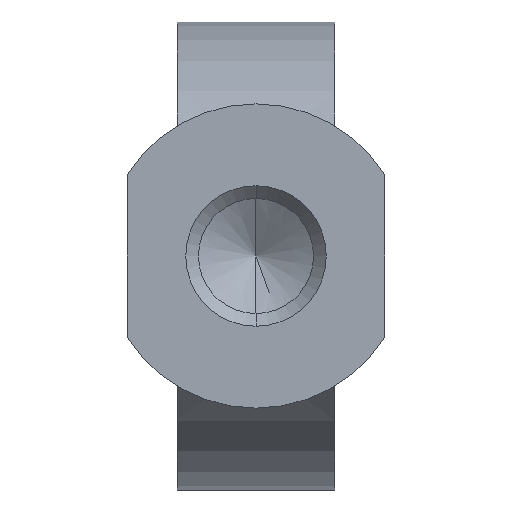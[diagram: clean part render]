
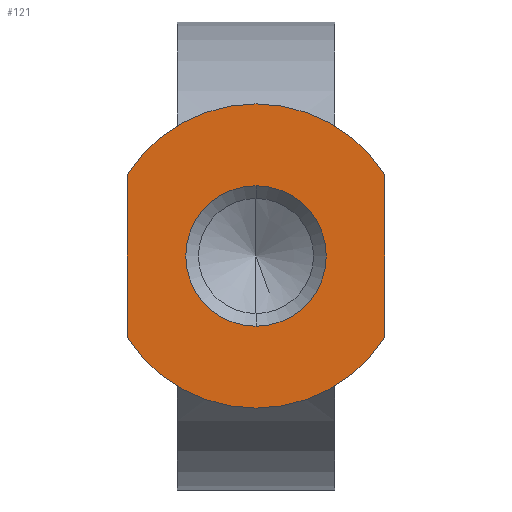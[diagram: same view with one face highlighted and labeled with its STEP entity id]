
A CAD part, left-side view. The second image highlights one B-rep face of the part: STEP entity #121.
In plain terms, the highlighted planar face has unit normal (-1, 0, 0).
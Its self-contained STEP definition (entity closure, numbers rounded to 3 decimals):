
#121=ADVANCED_FACE('',(#202,#203),#204,.T.);
#202=FACE_OUTER_BOUND('',#333,.T.);
#203=FACE_BOUND('',#334,.T.);
#204=PLANE('',#335);
#333=EDGE_LOOP('',(#590,#591,#592,#593,#594,#595));
#334=EDGE_LOOP('',(#596,#597));
#335=AXIS2_PLACEMENT_3D('',#598,#599,#600);
#590=ORIENTED_EDGE('',*,*,#925,.T.);
#591=ORIENTED_EDGE('',*,*,#926,.F.);
#592=ORIENTED_EDGE('',*,*,#872,.F.);
#593=ORIENTED_EDGE('',*,*,#927,.T.);
#594=ORIENTED_EDGE('',*,*,#866,.F.);
#595=ORIENTED_EDGE('',*,*,#928,.F.);
#596=ORIENTED_EDGE('',*,*,#892,.T.);
#597=ORIENTED_EDGE('',*,*,#915,.T.);
#598=CARTESIAN_POINT('',(-30.0,0.,-3.25));
#599=DIRECTION('',(-1.0,0.,0.));
#600=DIRECTION('',(0.,0.0,1.0));
#866=EDGE_CURVE('',#1007,#1010,#1011,.T.);
#872=EDGE_CURVE('',#1020,#1016,#1022,.T.);
#892=EDGE_CURVE('',#1055,#1059,#1061,.T.);
#915=EDGE_CURVE('',#1059,#1055,#1096,.T.);
#925=EDGE_CURVE('',#1106,#1110,#1112,.T.);
#926=EDGE_CURVE('',#1016,#1110,#1113,.T.);
#927=EDGE_CURVE('',#1020,#1010,#1114,.T.);
#928=EDGE_CURVE('',#1106,#1007,#1115,.T.);
#1007=VERTEX_POINT('',#1245);
#1010=VERTEX_POINT('',#1249);
#1011=CIRCLE('',#1250,6.5);
#1016=VERTEX_POINT('',#1256);
#1020=VERTEX_POINT('',#1261);
#1022=CIRCLE('',#1264,6.5);
#1055=VERTEX_POINT('',#1329);
#1059=VERTEX_POINT('',#1334);
#1061=CIRCLE('',#1337,3.0);
#1096=CIRCLE('',#1404,3.0);
#1106=VERTEX_POINT('',#1417);
#1110=VERTEX_POINT('',#1423);
#1112=LINE('',#1426,#1427);
#1113=CIRCLE('',#1428,6.5);
#1114=LINE('',#1429,#1430);
#1115=CIRCLE('',#1431,6.5);
#1245=CARTESIAN_POINT('',(-30.0,0.,-6.5));
#1249=CARTESIAN_POINT('',(-30.0,5.5,-3.464));
#1250=AXIS2_PLACEMENT_3D('',#1566,#1567,#1568);
#1256=CARTESIAN_POINT('',(-30.0,0.,6.5));
#1261=CARTESIAN_POINT('',(-30.0,5.5,3.464));
#1264=AXIS2_PLACEMENT_3D('',#1578,#1579,#1580);
#1329=CARTESIAN_POINT('',(-30.0,0.0,-3.0));
#1334=CARTESIAN_POINT('',(-30.0,0.,3.0));
#1337=AXIS2_PLACEMENT_3D('',#1606,#1607,#1608);
#1404=AXIS2_PLACEMENT_3D('',#1647,#1648,#1649);
#1417=CARTESIAN_POINT('',(-30.0,-5.5,-3.464));
#1423=CARTESIAN_POINT('',(-30.0,-5.5,3.464));
#1426=CARTESIAN_POINT('',(-30.0,-5.5,-1.625));
#1427=VECTOR('',#1665,1.0);
#1428=AXIS2_PLACEMENT_3D('',#1666,#1667,#1668);
#1429=CARTESIAN_POINT('',(-30.0,5.5,-1.625));
#1430=VECTOR('',#1669,1.0);
#1431=AXIS2_PLACEMENT_3D('',#1670,#1671,#1672);
#1566=CARTESIAN_POINT('',(-30.0,0.,0.));
#1567=DIRECTION('',(1.0,0.,0.));
#1568=DIRECTION('',(0.,0.0,-1.0));
#1578=CARTESIAN_POINT('',(-30.0,0.,0.));
#1579=DIRECTION('',(1.0,0.,0.));
#1580=DIRECTION('',(0.,0.0,-1.0));
#1606=CARTESIAN_POINT('',(-30.0,0.0,0.0));
#1607=DIRECTION('',(1.0,0.,0.));
#1608=DIRECTION('',(0.,0.0,-1.0));
#1647=CARTESIAN_POINT('',(-30.0,0.0,0.0));
#1648=DIRECTION('',(1.0,0.,0.));
#1649=DIRECTION('',(0.,0.0,-1.0));
#1665=DIRECTION('',(0.,0.0,1.0));
#1666=CARTESIAN_POINT('',(-30.0,0.,0.));
#1667=DIRECTION('',(1.0,0.,0.));
#1668=DIRECTION('',(0.,0.0,-1.0));
#1669=DIRECTION('',(0.,0.0,-1.0));
#1670=CARTESIAN_POINT('',(-30.0,0.,0.));
#1671=DIRECTION('',(1.0,0.,0.));
#1672=DIRECTION('',(0.,0.0,-1.0));
